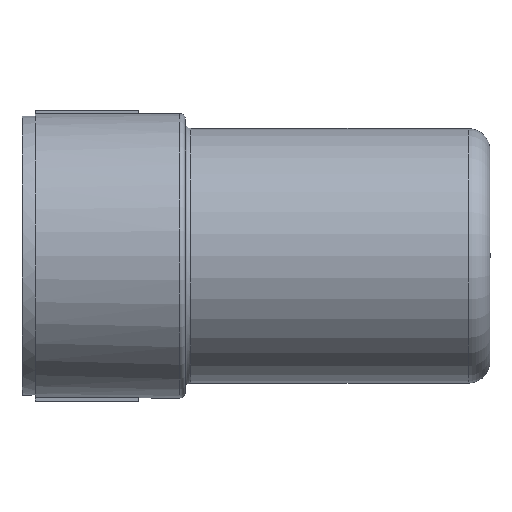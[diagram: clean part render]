
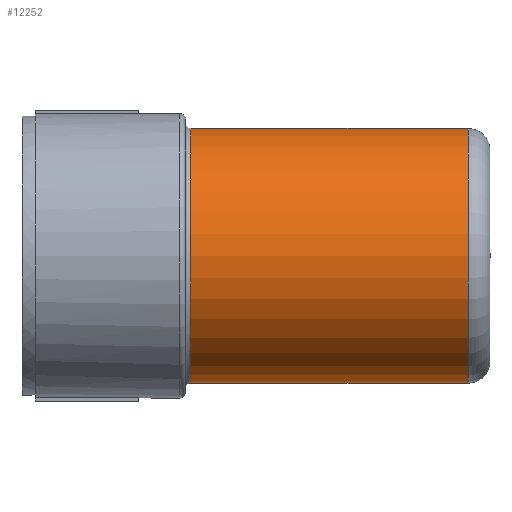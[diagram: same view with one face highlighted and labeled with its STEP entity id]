
A CAD part, front view. The second image highlights one B-rep face of the part: STEP entity #12252.
In plain terms, the highlighted cylindrical face has radius 11.7 mm (diameter 23.4 mm), a full revolution.
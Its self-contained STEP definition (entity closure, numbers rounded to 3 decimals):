
#12218=CARTESIAN_POINT('',(-4.153,13.794,0.0));
#12219=VERTEX_POINT('',#12218);
#12220=CARTESIAN_POINT('',(-4.153,2.094,0.0));
#12221=DIRECTION('',(1.0,0.,0.0));
#12222=DIRECTION('',(0.,1.0,0.0));
#12223=AXIS2_PLACEMENT_3D('',#12220,#12221,#12222);
#12224=CIRCLE('',#12223,11.7);
#12225=EDGE_CURVE('',#12219,#12219,#12224,.T.);
#12233=CARTESIAN_POINT('',(8.597,2.094,0.0));
#12234=DIRECTION('',(1.0,0.,0.0));
#12235=DIRECTION('',(0.,1.0,0.0));
#12236=AXIS2_PLACEMENT_3D('',#12233,#12234,#12235);
#12237=CYLINDRICAL_SURFACE('',#12236,11.7);
#12238=CARTESIAN_POINT('',(21.347,13.794,0.0));
#12239=VERTEX_POINT('',#12238);
#12240=CARTESIAN_POINT('',(21.347,2.094,0.0));
#12241=DIRECTION('',(1.0,0.,0.0));
#12242=DIRECTION('',(0.,1.0,0.0));
#12243=AXIS2_PLACEMENT_3D('',#12240,#12241,#12242);
#12244=CIRCLE('',#12243,11.7);
#12245=EDGE_CURVE('',#12239,#12239,#12244,.T.);
#12246=ORIENTED_EDGE('',*,*,#12245,.F.);
#12247=EDGE_LOOP('',(#12246));
#12248=FACE_OUTER_BOUND('',#12247,.T.);
#12249=ORIENTED_EDGE('',*,*,#12225,.T.);
#12250=EDGE_LOOP('',(#12249));
#12251=FACE_BOUND('',#12250,.T.);
#12252=ADVANCED_FACE('',(#12248,#12251),#12237,.T.);
